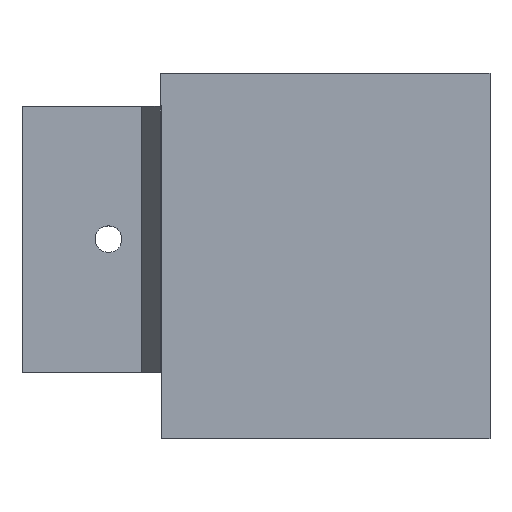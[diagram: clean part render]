
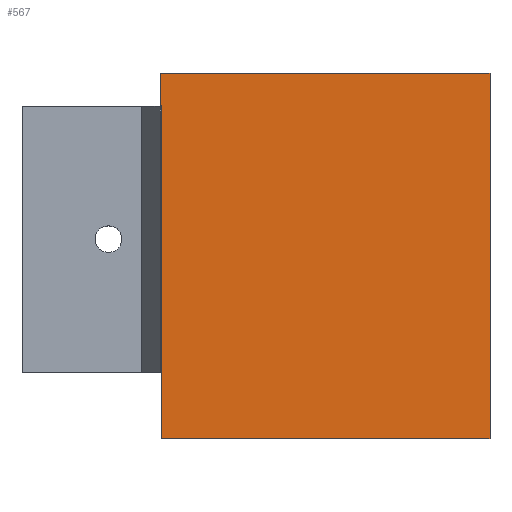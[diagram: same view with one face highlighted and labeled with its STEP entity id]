
A CAD part, top view. The second image highlights one B-rep face of the part: STEP entity #567.
In plain terms, the highlighted planar face has unit normal (0, 0, 1).
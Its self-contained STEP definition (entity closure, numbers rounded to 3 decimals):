
#57=FACE_OUTER_BOUND('',#90,.T.);
#90=EDGE_LOOP('',(#418,#419,#420,#421,#422,#423));
#122=LINE('',#832,#184);
#126=LINE('',#838,#188);
#129=LINE('',#844,#191);
#136=LINE('',#859,#198);
#146=LINE('',#878,#208);
#148=LINE('',#881,#210);
#184=VECTOR('',#666,10.);
#188=VECTOR('',#672,10.);
#191=VECTOR('',#677,10.);
#198=VECTOR('',#688,10.);
#208=VECTOR('',#702,10.);
#210=VECTOR('',#706,10.);
#245=VERTEX_POINT('',#828);
#247=VERTEX_POINT('',#831);
#248=VERTEX_POINT('',#836);
#250=VERTEX_POINT('',#842);
#256=VERTEX_POINT('',#858);
#263=VERTEX_POINT('',#877);
#297=EDGE_CURVE('',#247,#245,#122,.T.);
#301=EDGE_CURVE('',#248,#247,#126,.T.);
#304=EDGE_CURVE('',#245,#250,#129,.T.);
#311=EDGE_CURVE('',#256,#248,#136,.T.);
#321=EDGE_CURVE('',#263,#256,#146,.T.);
#323=EDGE_CURVE('',#250,#263,#148,.T.);
#418=ORIENTED_EDGE('',*,*,#297,.T.);
#419=ORIENTED_EDGE('',*,*,#304,.T.);
#420=ORIENTED_EDGE('',*,*,#323,.T.);
#421=ORIENTED_EDGE('',*,*,#321,.T.);
#422=ORIENTED_EDGE('',*,*,#311,.T.);
#423=ORIENTED_EDGE('',*,*,#301,.T.);
#546=PLANE('',#614);
#567=ADVANCED_FACE('',(#57),#546,.T.);
#614=AXIS2_PLACEMENT_3D('',#880,#704,#705);
#666=DIRECTION('',(0.,-1.,0.));
#672=DIRECTION('',(1.,0.,0.));
#677=DIRECTION('',(1.,0.,0.));
#688=DIRECTION('',(0.,-1.,0.));
#702=DIRECTION('',(-1.,0.,0.));
#704=DIRECTION('center_axis',(0.,0.,1.));
#705=DIRECTION('ref_axis',(1.,0.,0.));
#706=DIRECTION('',(0.,1.,0.));
#828=CARTESIAN_POINT('',(-29.,-10.048,3.5));
#831=CARTESIAN_POINT('',(-29.,39.952,3.5));
#832=CARTESIAN_POINT('',(-29.,3.676,3.5));
#836=CARTESIAN_POINT('',(-29.237,39.952,3.5));
#838=CARTESIAN_POINT('',(-34.638,39.952,3.5));
#842=CARTESIAN_POINT('',(20.342,-10.048,3.5));
#844=CARTESIAN_POINT('',(-64.947,-10.048,3.5));
#858=CARTESIAN_POINT('',(-29.237,44.851,3.5));
#859=CARTESIAN_POINT('',(-29.237,8.701,3.5));
#877=CARTESIAN_POINT('',(20.342,44.851,3.5));
#878=CARTESIAN_POINT('',(20.342,44.851,3.5));
#880=CARTESIAN_POINT('Origin',(-22.303,17.401,3.5));
#881=CARTESIAN_POINT('',(20.342,-10.048,3.5));
